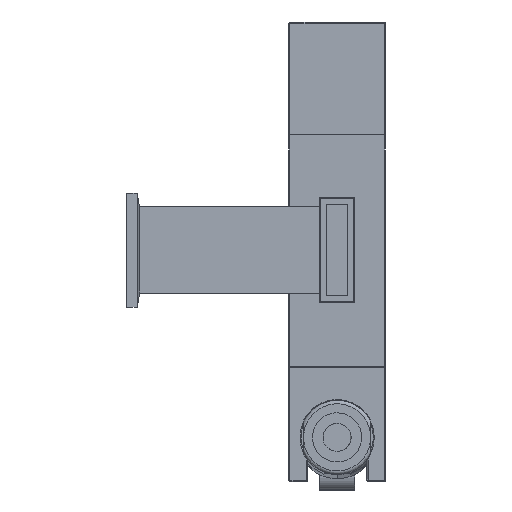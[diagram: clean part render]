
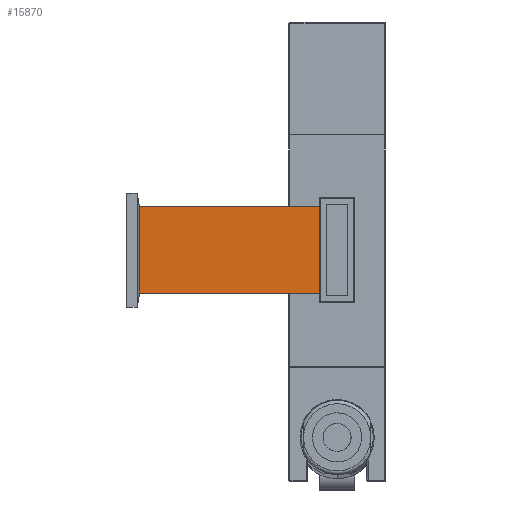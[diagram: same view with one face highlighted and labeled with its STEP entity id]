
A CAD part, front view. The second image highlights one B-rep face of the part: STEP entity #15870.
In plain terms, the highlighted planar face has unit normal (0, -1, 0).
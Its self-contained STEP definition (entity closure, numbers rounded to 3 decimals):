
#4533=DIRECTION('',(-1.,0.,0.));
#4534=VECTOR('',#4533,51.339);
#4535=CARTESIAN_POINT('',(55.,-431.,12.5));
#4536=LINE('',#4535,#4534);
#4537=DIRECTION('',(0.,0.,-1.));
#4538=VECTOR('',#4537,25.);
#4539=CARTESIAN_POINT('',(55.,-431.,12.5));
#4540=LINE('',#4539,#4538);
#4541=DIRECTION('',(-1.,0.,0.));
#4542=VECTOR('',#4541,51.339);
#4543=CARTESIAN_POINT('',(55.,-431.,-12.5));
#4544=LINE('',#4543,#4542);
#4545=DIRECTION('',(-0.174,0.,0.985));
#4546=VECTOR('',#4545,0.254);
#4547=CARTESIAN_POINT('',(3.705,-431.,12.25));
#4548=LINE('',#4547,#4546);
#4581=DIRECTION('',(0.,0.,-1.));
#4582=VECTOR('',#4581,24.5);
#4583=CARTESIAN_POINT('',(3.705,-431.,12.25));
#4584=LINE('',#4583,#4582);
#4593=DIRECTION('',(-0.174,0.,-0.985));
#4594=VECTOR('',#4593,0.254);
#4595=CARTESIAN_POINT('',(3.705,-431.,-12.25));
#4596=LINE('',#4595,#4594);
#5242=CARTESIAN_POINT('',(55.,-431.,12.5));
#5244=VERTEX_POINT('',#5242);
#5247=CARTESIAN_POINT('',(55.,-431.,-12.5));
#5248=VERTEX_POINT('',#5247);
#5269=CARTESIAN_POINT('',(3.661,-431.,12.5));
#5270=VERTEX_POINT('',#5269);
#5273=CARTESIAN_POINT('',(3.661,-431.,-12.5));
#5274=VERTEX_POINT('',#5273);
#5275=CARTESIAN_POINT('',(3.705,-431.,-12.25));
#5276=VERTEX_POINT('',#5275);
#5277=CARTESIAN_POINT('',(3.705,-431.,12.25));
#5278=VERTEX_POINT('',#5277);
#15853=CARTESIAN_POINT('',(0.,-431.,-12.5));
#15854=DIRECTION('',(0.,1.,0.));
#15855=DIRECTION('',(0.,0.,1.));
#15856=AXIS2_PLACEMENT_3D('',#15853,#15854,#15855);
#15857=PLANE('',#15856);
#15858=ORIENTED_EDGE('',*,*,#15214,.T.);
#15860=ORIENTED_EDGE('',*,*,#15859,.T.);
#15862=ORIENTED_EDGE('',*,*,#15861,.F.);
#15864=ORIENTED_EDGE('',*,*,#15863,.F.);
#15866=ORIENTED_EDGE('',*,*,#15865,.T.);
#15867=ORIENTED_EDGE('',*,*,#15837,.F.);
#15868=EDGE_LOOP('',(#15858,#15860,#15862,#15864,#15866,#15867));
#15869=FACE_OUTER_BOUND('',#15868,.F.);
#15870=ADVANCED_FACE('',(#15869),#15857,.F.);
#15214=EDGE_CURVE('',#5244,#5248,#4540,.T.);
#15837=EDGE_CURVE('',#5244,#5270,#4536,.T.);
#15859=EDGE_CURVE('',#5248,#5274,#4544,.T.);
#15861=EDGE_CURVE('',#5276,#5274,#4596,.T.);
#15863=EDGE_CURVE('',#5278,#5276,#4584,.T.);
#15865=EDGE_CURVE('',#5278,#5270,#4548,.T.);
